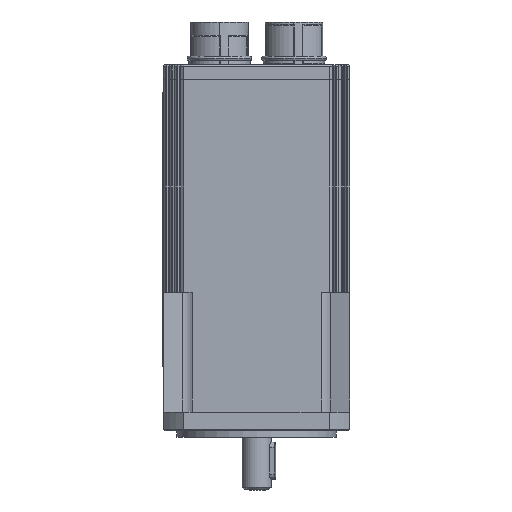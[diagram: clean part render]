
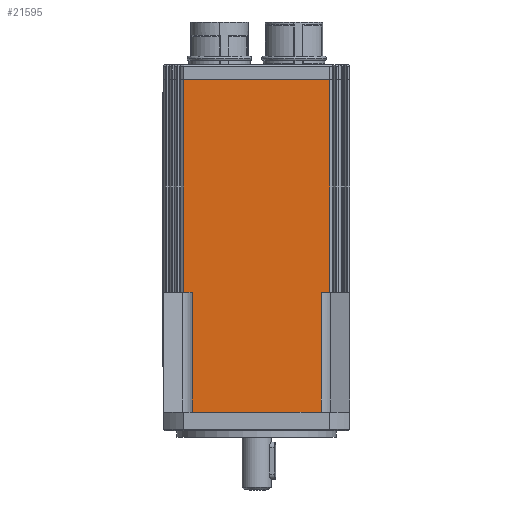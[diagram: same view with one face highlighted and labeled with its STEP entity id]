
A CAD part, front view. The second image highlights one B-rep face of the part: STEP entity #21595.
In plain terms, the highlighted planar face has unit normal (0, -1, 0).
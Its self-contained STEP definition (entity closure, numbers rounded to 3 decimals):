
#18961=CARTESIAN_POINT('',(27.482,-35.,45.0));
#18962=VERTEX_POINT('',#18961);
#18980=CARTESIAN_POINT('',(27.482,-35.,125.0));
#18981=VERTEX_POINT('',#18980);
#18989=CARTESIAN_POINT('',(27.482,-35.,45.0));
#18990=DIRECTION('',(0.0,0.0,1.0));
#18991=VECTOR('',#18990,80.0);
#18992=LINE('',#18989,#18991);
#18993=EDGE_CURVE('',#18962,#18981,#18992,.T.);
#21533=CARTESIAN_POINT('',(27.482,-35.,0.0));
#21534=DIRECTION('',(0.0,-1.0,0.0));
#21535=DIRECTION('',(0.0,0.0,-1.0));
#21536=AXIS2_PLACEMENT_3D('',#21533,#21534,#21535);
#21537=PLANE('',#21536);
#21538=CARTESIAN_POINT('',(24.249,-35.,0.0));
#21539=VERTEX_POINT('',#21538);
#21540=CARTESIAN_POINT('',(24.249,-35.,45.0));
#21541=VERTEX_POINT('',#21540);
#21542=CARTESIAN_POINT('',(24.249,-35.,0.0));
#21543=DIRECTION('',(0.0,0.0,1.0));
#21544=VECTOR('',#21543,45.0);
#21545=LINE('',#21542,#21544);
#21546=EDGE_CURVE('',#21539,#21541,#21545,.T.);
#21547=ORIENTED_EDGE('',*,*,#21546,.T.);
#21548=CARTESIAN_POINT('',(24.249,-35.,45.0));
#21549=DIRECTION('',(1.0,0.0,0.0));
#21550=VECTOR('',#21549,3.233);
#21551=LINE('',#21548,#21550);
#21552=EDGE_CURVE('',#21541,#18962,#21551,.T.);
#21553=ORIENTED_EDGE('',*,*,#21552,.T.);
#21554=ORIENTED_EDGE('',*,*,#18993,.T.);
#21555=CARTESIAN_POINT('',(-27.482,-35.,125.0));
#21556=VERTEX_POINT('',#21555);
#21557=CARTESIAN_POINT('',(27.482,-35.,125.0));
#21558=DIRECTION('',(-1.0,0.0,0.0));
#21559=VECTOR('',#21558,54.964);
#21560=LINE('',#21557,#21559);
#21561=EDGE_CURVE('',#18981,#21556,#21560,.T.);
#21562=ORIENTED_EDGE('',*,*,#21561,.T.);
#21563=CARTESIAN_POINT('',(-27.482,-35.,45.0));
#21564=VERTEX_POINT('',#21563);
#21565=CARTESIAN_POINT('',(-27.482,-35.,45.0));
#21566=DIRECTION('',(0.0,0.0,1.0));
#21567=VECTOR('',#21566,80.0);
#21568=LINE('',#21565,#21567);
#21569=EDGE_CURVE('',#21564,#21556,#21568,.T.);
#21570=ORIENTED_EDGE('',*,*,#21569,.F.);
#21571=CARTESIAN_POINT('',(-24.249,-35.,45.0));
#21572=VERTEX_POINT('',#21571);
#21573=CARTESIAN_POINT('',(-27.482,-35.,45.0));
#21574=DIRECTION('',(1.0,0.0,0.0));
#21575=VECTOR('',#21574,3.233);
#21576=LINE('',#21573,#21575);
#21577=EDGE_CURVE('',#21564,#21572,#21576,.T.);
#21578=ORIENTED_EDGE('',*,*,#21577,.T.);
#21579=CARTESIAN_POINT('',(-24.249,-35.,0.0));
#21580=VERTEX_POINT('',#21579);
#21581=CARTESIAN_POINT('',(-24.249,-35.,45.0));
#21582=DIRECTION('',(0.0,0.0,-1.0));
#21583=VECTOR('',#21582,45.0);
#21584=LINE('',#21581,#21583);
#21585=EDGE_CURVE('',#21572,#21580,#21584,.T.);
#21586=ORIENTED_EDGE('',*,*,#21585,.T.);
#21587=CARTESIAN_POINT('',(-24.249,-35.,0.0));
#21588=DIRECTION('',(1.0,0.0,0.0));
#21589=VECTOR('',#21588,48.498);
#21590=LINE('',#21587,#21589);
#21591=EDGE_CURVE('',#21580,#21539,#21590,.T.);
#21592=ORIENTED_EDGE('',*,*,#21591,.T.);
#21593=EDGE_LOOP('',(#21547,#21553,#21554,#21562,#21570,#21578,#21586,#21592));
#21594=FACE_OUTER_BOUND('',#21593,.T.);
#21595=ADVANCED_FACE('',(#21594),#21537,.T.);
